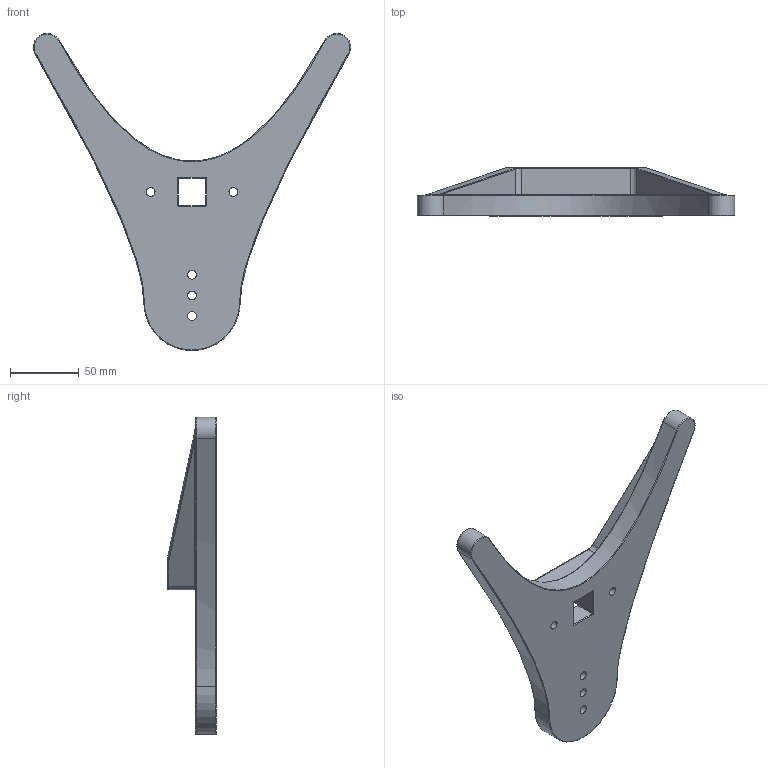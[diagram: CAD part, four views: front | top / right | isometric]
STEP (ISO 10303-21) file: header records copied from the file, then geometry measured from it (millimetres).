
FILE_DESCRIPTION(/* description */ (''),/* implementation_level */ '2;1');
FILE_NAME(/* name */ 'PressBase.stp',/* time_stamp */ '2023-12-27T00:06:12+01:00',/* author */ ('denni'),/* organization */ (''),/* preprocessor_version */ 'ST-DEVELOPER v19.2',/* originating_system */ 'Autodesk Inventor 2024',/* authorisation */ '');
FILE_SCHEMA (('AUTOMOTIVE_DESIGN { 1 0 10303 214 3 1 1 }'));
Length unit declared in the file: millimetre
Products named in the file (1): PressBase
Bounding box: 229.99 x 35 x 229.98 mm (x, y, z)
Volume: 311478 mm3; surface area: 58622.8 mm2
Topology: 1 solids, 1 shells, 120 faces, 280 edges, 158 vertices
Faces by surface type: cylinder 49, torus 28, bspline 25, plane 16, sphere 2
Full cylindrical faces by diameter (mm): 6.4 x5
Entity records: 4218 total; most frequent: CARTESIAN_POINT 1457, DIRECTION 602, ORIENTED_EDGE 552, EDGE_CURVE 276, AXIS2_PLACEMENT_3D 256, VERTEX_POINT 158, CIRCLE 140, EDGE_LOOP 132
